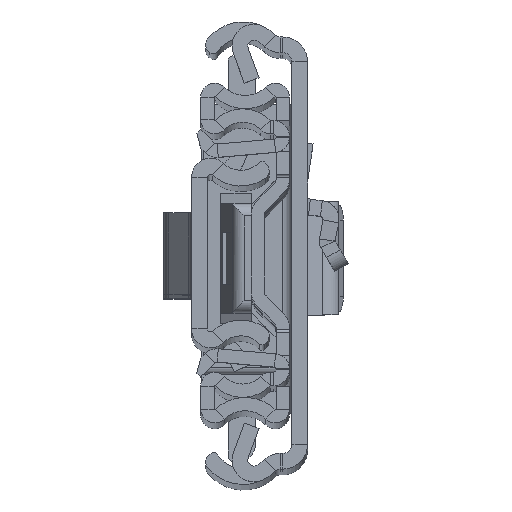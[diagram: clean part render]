
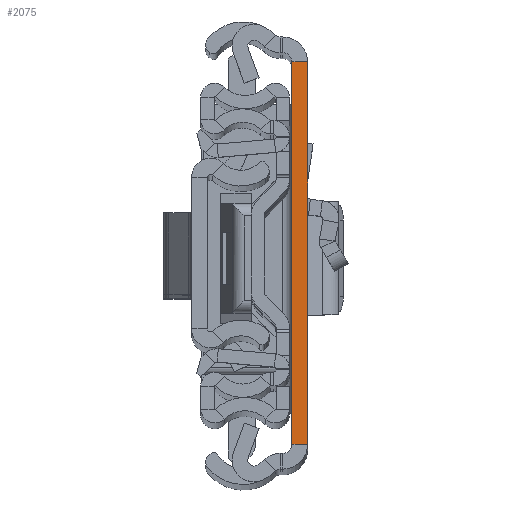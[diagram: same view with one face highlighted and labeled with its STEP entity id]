
A CAD part, top view. The second image highlights one B-rep face of the part: STEP entity #2075.
In plain terms, the highlighted planar face has unit normal (0, 0, 1).
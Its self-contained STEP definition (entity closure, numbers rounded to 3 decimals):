
#39 = CARTESIAN_POINT ( 'NONE',  ( 0., -31.5, 0. ) ) ;
#351 = VECTOR ( 'NONE', #12282, 1000. ) ;
#621 = VECTOR ( 'NONE', #9815, 1000. ) ;
#1110 = CARTESIAN_POINT ( 'NONE',  ( 2.6, -31.5, 0. ) ) ;
#2075 = ADVANCED_FACE ( 'NONE', ( #5259 ), #11090, .F. ) ;
#2901 = VERTEX_POINT ( 'NONE', #16470 ) ;
#3234 = ORIENTED_EDGE ( 'NONE', *, *, #8225, .T. ) ;
#4022 = DIRECTION ( 'NONE',  ( 0., 1., 0. ) ) ;
#4054 = ORIENTED_EDGE ( 'NONE', *, *, #8900, .F. ) ;
#4910 = EDGE_CURVE ( 'NONE', #15051, #2901, #12455, .T. ) ;
#5259 = FACE_OUTER_BOUND ( 'NONE', #6389, .T. ) ;
#6389 = EDGE_LOOP ( 'NONE', ( #16255, #4054, #3234, #7086 ) ) ;
#6657 = CARTESIAN_POINT ( 'NONE',  ( 2.6, -31.5, 0. ) ) ;
#6765 = VECTOR ( 'NONE', #4022, 1000. ) ;
#7086 = ORIENTED_EDGE ( 'NONE', *, *, #4910, .T. ) ;
#7859 = LINE ( 'NONE', #16411, #14673 ) ;
#7958 = LINE ( 'NONE', #16889, #351 ) ;
#8225 = EDGE_CURVE ( 'NONE', #15903, #15051, #8498, .T. ) ;
#8498 = LINE ( 'NONE', #18541, #621 ) ;
#8900 = EDGE_CURVE ( 'NONE', #15903, #11808, #7958, .T. ) ;
#9375 = DIRECTION ( 'NONE',  ( 0., 1., 0. ) ) ;
#9403 = CARTESIAN_POINT ( 'NONE',  ( 0., 31.5, 0. ) ) ;
#9815 = DIRECTION ( 'NONE',  ( 1., 0., 0. ) ) ;
#11090 = PLANE ( 'NONE',  #14968 ) ;
#11808 = VERTEX_POINT ( 'NONE', #9403 ) ;
#12282 = DIRECTION ( 'NONE',  ( 0., 1., 0. ) ) ;
#12455 = LINE ( 'NONE', #1110, #6765 ) ;
#12585 = DIRECTION ( 'NONE',  ( 0., 0., -1. ) ) ;
#14673 = VECTOR ( 'NONE', #16790, 1000. ) ;
#14968 = AXIS2_PLACEMENT_3D ( 'NONE', #16608, #12585, #9375 ) ;
#15051 = VERTEX_POINT ( 'NONE', #6657 ) ;
#15903 = VERTEX_POINT ( 'NONE', #39 ) ;
#16255 = ORIENTED_EDGE ( 'NONE', *, *, #18063, .F. ) ;
#16411 = CARTESIAN_POINT ( 'NONE',  ( 2.6, 31.5, 0. ) ) ;
#16470 = CARTESIAN_POINT ( 'NONE',  ( 2.6, 31.5, 0. ) ) ;
#16608 = CARTESIAN_POINT ( 'NONE',  ( 2.6, -31.5, 0. ) ) ;
#16790 = DIRECTION ( 'NONE',  ( 1., 0., 0. ) ) ;
#16889 = CARTESIAN_POINT ( 'NONE',  ( 0., -31.5, 0. ) ) ;
#18063 = EDGE_CURVE ( 'NONE', #11808, #2901, #7859, .T. ) ;
#18541 = CARTESIAN_POINT ( 'NONE',  ( 2.6, -31.5, 0. ) ) ;
